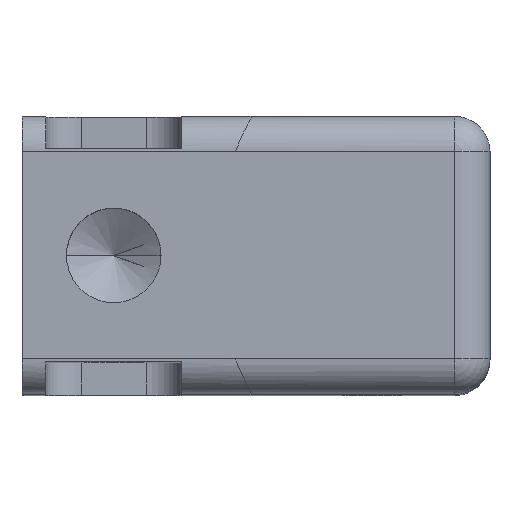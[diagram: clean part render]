
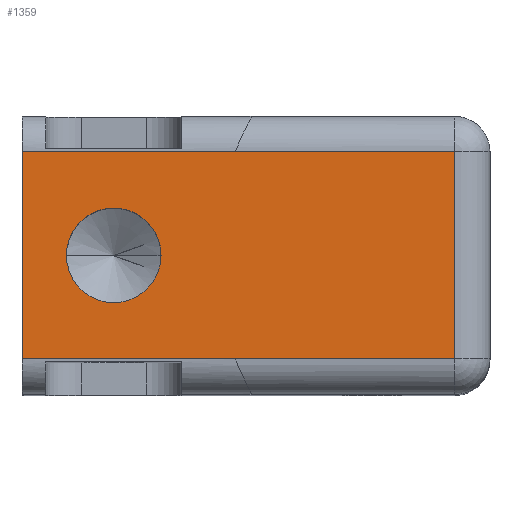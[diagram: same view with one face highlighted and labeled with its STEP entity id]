
A CAD part, top view. The second image highlights one B-rep face of the part: STEP entity #1359.
In plain terms, the highlighted planar face has unit normal (0, 0, 1).
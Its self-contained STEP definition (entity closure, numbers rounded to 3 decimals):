
#65 = DIRECTION ( 'NONE',  ( 1., 0., 0. ) ) ;
#135 = DIRECTION ( 'NONE',  ( 1., 0., 0. ) ) ;
#237 = LINE ( 'NONE', #2113, #1958 ) ;
#286 = EDGE_CURVE ( 'NONE', #1303, #1574, #1588, .T. ) ;
#388 = DIRECTION ( 'NONE',  ( 0., 1., 0. ) ) ;
#407 = EDGE_LOOP ( 'NONE', ( #438, #717, #1498, #2088, #586, #2002 ) ) ;
#427 = LINE ( 'NONE', #1291, #677 ) ;
#438 = ORIENTED_EDGE ( 'NONE', *, *, #1869, .T. ) ;
#495 = AXIS2_PLACEMENT_3D ( 'NONE', #544, #1930, #1222 ) ;
#511 = EDGE_LOOP ( 'NONE', ( #1601, #1736 ) ) ;
#537 = VECTOR ( 'NONE', #135, 1000. ) ;
#538 = LINE ( 'NONE', #1916, #2075 ) ;
#544 = CARTESIAN_POINT ( 'NONE',  ( 6.985, 0., 60.5 ) ) ;
#586 = ORIENTED_EDGE ( 'NONE', *, *, #1825, .T. ) ;
#677 = VECTOR ( 'NONE', #1967, 1000. ) ;
#717 = ORIENTED_EDGE ( 'NONE', *, *, #1091, .T. ) ;
#733 = CARTESIAN_POINT ( 'NONE',  ( 17.26, 8.75, 60.5 ) ) ;
#734 = VECTOR ( 'NONE', #388, 1000. ) ;
#769 = CARTESIAN_POINT ( 'NONE',  ( 6.985, 0., 60.5 ) ) ;
#815 = LINE ( 'NONE', #1908, #734 ) ;
#830 = VERTEX_POINT ( 'NONE', #1657 ) ;
#841 = CARTESIAN_POINT ( 'NONE',  ( 35.789, 8.75, 60.5 ) ) ;
#884 = VECTOR ( 'NONE', #65, 1000. ) ;
#940 = DIRECTION ( 'NONE',  ( 0., 0., 1. ) ) ;
#947 = AXIS2_PLACEMENT_3D ( 'NONE', #1634, #1489, #1151 ) ;
#991 = LINE ( 'NONE', #1042, #537 ) ;
#1042 = CARTESIAN_POINT ( 'NONE',  ( 1.235, -8.75, 60.5 ) ) ;
#1065 = DIRECTION ( 'NONE',  ( 0., -1., 0. ) ) ;
#1091 = EDGE_CURVE ( 'NONE', #1182, #1507, #815, .T. ) ;
#1111 = VERTEX_POINT ( 'NONE', #1740 ) ;
#1143 = EDGE_CURVE ( 'NONE', #1574, #1303, #1246, .T. ) ;
#1151 = DIRECTION ( 'NONE',  ( -1., 0., 0. ) ) ;
#1182 = VERTEX_POINT ( 'NONE', #1579 ) ;
#1222 = DIRECTION ( 'NONE',  ( 1., 0., 0. ) ) ;
#1238 = DIRECTION ( 'NONE',  ( -1., 0., 0. ) ) ;
#1246 = CIRCLE ( 'NONE', #495, 4. ) ;
#1269 = EDGE_CURVE ( 'NONE', #1507, #1752, #427, .T. ) ;
#1291 = CARTESIAN_POINT ( 'NONE',  ( 18.674, 8.75, 60.5 ) ) ;
#1303 = VERTEX_POINT ( 'NONE', #1465 ) ;
#1320 = FACE_OUTER_BOUND ( 'NONE', #407, .T. ) ;
#1359 = ADVANCED_FACE ( 'NONE', ( #1424, #1320 ), #2000, .F. ) ;
#1424 = FACE_BOUND ( 'NONE', #511, .T. ) ;
#1454 = CARTESIAN_POINT ( 'NONE',  ( 38.789, -8.75, 60.5 ) ) ;
#1465 = CARTESIAN_POINT ( 'NONE',  ( 10.985, 0., 60.5 ) ) ;
#1489 = DIRECTION ( 'NONE',  ( 0., 0., -1. ) ) ;
#1498 = ORIENTED_EDGE ( 'NONE', *, *, #1269, .T. ) ;
#1507 = VERTEX_POINT ( 'NONE', #841 ) ;
#1530 = AXIS2_PLACEMENT_3D ( 'NONE', #769, #940, #2156 ) ;
#1574 = VERTEX_POINT ( 'NONE', #2035 ) ;
#1579 = CARTESIAN_POINT ( 'NONE',  ( 35.789, -8.75, 60.5 ) ) ;
#1588 = CIRCLE ( 'NONE', #1530, 4. ) ;
#1601 = ORIENTED_EDGE ( 'NONE', *, *, #286, .F. ) ;
#1631 = LINE ( 'NONE', #1454, #884 ) ;
#1634 = CARTESIAN_POINT ( 'NONE',  ( 0., 0., 60.5 ) ) ;
#1657 = CARTESIAN_POINT ( 'NONE',  ( -0.765, 8.75, 60.5 ) ) ;
#1736 = ORIENTED_EDGE ( 'NONE', *, *, #1143, .F. ) ;
#1740 = CARTESIAN_POINT ( 'NONE',  ( -0.765, -8.75, 60.5 ) ) ;
#1752 = VERTEX_POINT ( 'NONE', #733 ) ;
#1825 = EDGE_CURVE ( 'NONE', #830, #1111, #237, .T. ) ;
#1840 = EDGE_CURVE ( 'NONE', #1752, #830, #538, .T. ) ;
#1869 = EDGE_CURVE ( 'NONE', #2038, #1182, #1631, .T. ) ;
#1908 = CARTESIAN_POINT ( 'NONE',  ( 35.789, 8.75, 60.5 ) ) ;
#1916 = CARTESIAN_POINT ( 'NONE',  ( -0.765, 8.75, 60.5 ) ) ;
#1930 = DIRECTION ( 'NONE',  ( 0., 0., 1. ) ) ;
#1958 = VECTOR ( 'NONE', #1065, 1000. ) ;
#1967 = DIRECTION ( 'NONE',  ( -1., 0., 0. ) ) ;
#2000 = PLANE ( 'NONE',  #947 ) ;
#2002 = ORIENTED_EDGE ( 'NONE', *, *, #2195, .T. ) ;
#2035 = CARTESIAN_POINT ( 'NONE',  ( 2.985, 0., 60.5 ) ) ;
#2038 = VERTEX_POINT ( 'NONE', #2157 ) ;
#2075 = VECTOR ( 'NONE', #1238, 1000. ) ;
#2088 = ORIENTED_EDGE ( 'NONE', *, *, #1840, .T. ) ;
#2113 = CARTESIAN_POINT ( 'NONE',  ( -0.765, 11.75, 60.5 ) ) ;
#2156 = DIRECTION ( 'NONE',  ( 1., 0., 0. ) ) ;
#2157 = CARTESIAN_POINT ( 'NONE',  ( 17.26, -8.75, 60.5 ) ) ;
#2195 = EDGE_CURVE ( 'NONE', #1111, #2038, #991, .T. ) ;
